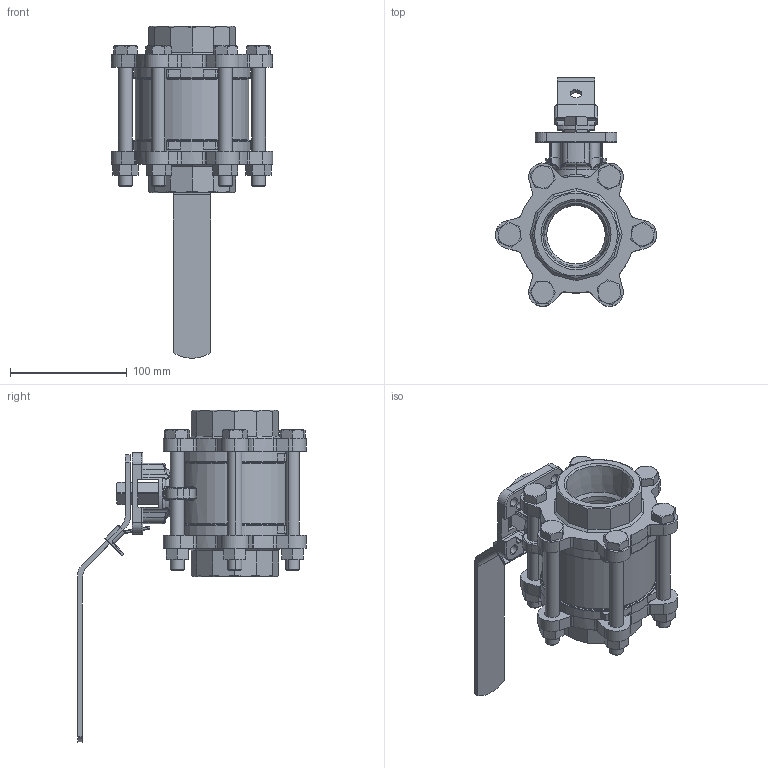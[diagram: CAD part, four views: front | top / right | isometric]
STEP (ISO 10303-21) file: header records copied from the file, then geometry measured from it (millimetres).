
FILE_DESCRIPTION (( 'STEP AP214' ), '1' );
FILE_NAME ('ZL9T10H.STEP', '2008-12-19T06:36:31', ( 'Hsu22' ), ( 'Hollings' ), 'SwSTEP 2.0', 'SolidWorks 2008', '' );
FILE_SCHEMA (( 'AUTOMOTIVE_DESIGN' ));
Length unit declared in the file: millimetre
Products named in the file (7): SAL9T10TWHADX0_預設; SHA0L9T10G0_預設; SDDL9T10GA2_預設; SBL9T10HACN0_預設; YSHM12-113_預設; YNM12_預設; ZL9T10H
Assembly tree (17 placements, depth 2):
  ZL9T10H
    SHA0L9T10G0_預設
    YSHM12-113_預設  x6
    YNM12_預設  x6
    SBL9T10HACN0_預設  x2
    SAL9T10TWHADX0_預設
    SDDL9T10GA2_預設
Bounding box: 137.99 x 196.04 x 284.29 mm (x, y, z)
Volume: 612391.7 mm3; surface area: 204216.3 mm2
Topology: 17 solids, 17 shells, 882 faces, 2158 edges, 1312 vertices
Faces by surface type: plane 310, cylinder 282, cone 166, torus 58, bspline 50, sphere 16
Entity records: 20985 total; most frequent: CARTESIAN_POINT 6689, DIRECTION 3063, ORIENTED_EDGE 2906, EDGE_CURVE 1453, AXIS2_PLACEMENT_3D 1230, VERTEX_POINT 886, CIRCLE 665, EDGE_LOOP 659
